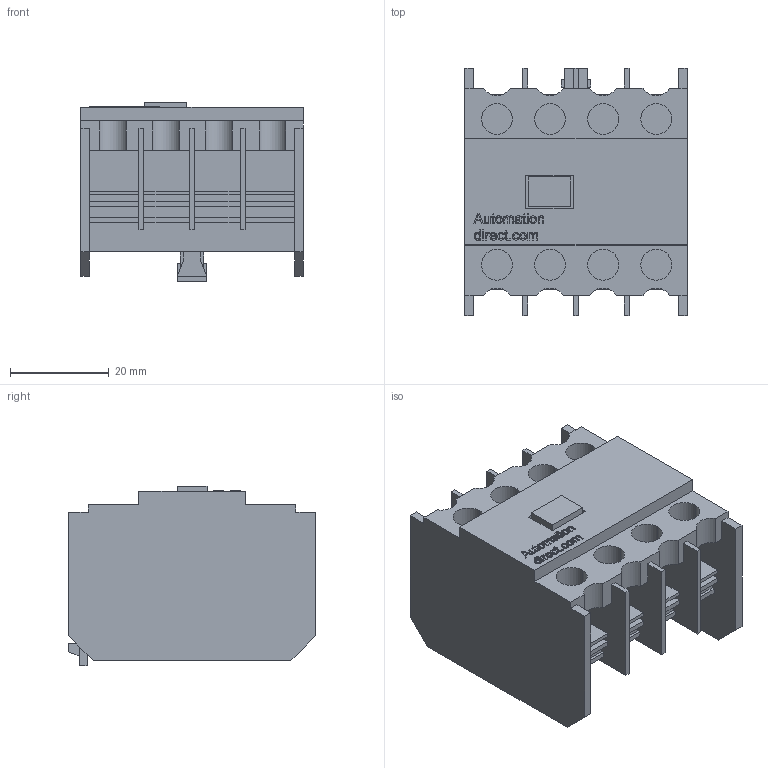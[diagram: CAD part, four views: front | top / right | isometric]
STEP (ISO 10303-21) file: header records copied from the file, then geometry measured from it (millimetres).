
FILE_DESCRIPTION (( 'STEP AP203' ), '1' );
FILE_NAME ('GH15T40.STEP', '2010-10-26T19:28:23', ( ' ' ), ( ' ' ), 'SwSTEP 2.0', 'SolidWorks 2009', '' );
FILE_SCHEMA (( 'CONFIG_CONTROL_DESIGN' ));
Length unit declared in the file: millimetre
Products named in the file (1): GH15T40
Bounding box: 45 x 50.03 x 36.32 mm (x, y, z)
Volume: 38862.6 mm3; surface area: 16843.7 mm2
Topology: 1 solids, 1 shells, 509 faces, 1425 edges, 950 vertices
Faces by surface type: plane 359, bspline 126, cylinder 24
Entity records: 22444 total; most frequent: CARTESIAN_POINT 10035, ORIENTED_EDGE 2850, DIRECTION 1989, EDGE_CURVE 1425, LINE 1125, VECTOR 1125, VERTEX_POINT 950, EDGE_LOOP 557
